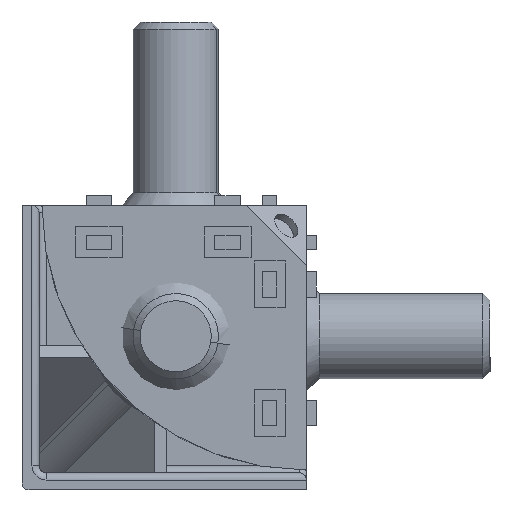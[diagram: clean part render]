
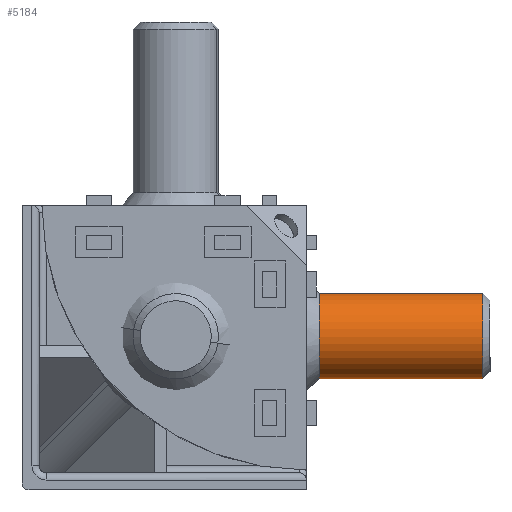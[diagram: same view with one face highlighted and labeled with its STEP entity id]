
A CAD part, left-side view. The second image highlights one B-rep face of the part: STEP entity #5184.
In plain terms, the highlighted cylindrical face has radius 3 mm (diameter 6 mm), a partial arc.
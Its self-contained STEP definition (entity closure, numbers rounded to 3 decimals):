
#226 = DIRECTION ( 'NONE',  ( -1., 0., 0. ) ) ;
#756 = CARTESIAN_POINT ( 'NONE',  ( 15.5, 0., 0. ) ) ;
#945 = EDGE_LOOP ( 'NONE', ( #3479, #1836, #5069, #5470 ) ) ;
#990 = CIRCLE ( 'NONE', #4622, 3. ) ;
#1241 = DIRECTION ( 'NONE',  ( 0., 0., 1. ) ) ;
#1360 = EDGE_CURVE ( 'NONE', #2606, #6195, #2672, .T. ) ;
#1394 = VERTEX_POINT ( 'NONE', #3067 ) ;
#1836 = ORIENTED_EDGE ( 'NONE', *, *, #2071, .T. ) ;
#1883 = FACE_OUTER_BOUND ( 'NONE', #945, .T. ) ;
#1953 = DIRECTION ( 'NONE',  ( 0., 0., 1. ) ) ;
#2010 = AXIS2_PLACEMENT_3D ( 'NONE', #4799, #5244, #2800 ) ;
#2071 = EDGE_CURVE ( 'NONE', #1394, #2606, #990, .T. ) ;
#2267 = CARTESIAN_POINT ( 'NONE',  ( -13.066, 0., -3. ) ) ;
#2354 = VECTOR ( 'NONE', #5962, 1000. ) ;
#2526 = CARTESIAN_POINT ( 'NONE',  ( -13.066, 0., 3. ) ) ;
#2606 = VERTEX_POINT ( 'NONE', #4340 ) ;
#2672 = LINE ( 'NONE', #2526, #2354 ) ;
#2726 = LINE ( 'NONE', #2267, #4828 ) ;
#2800 = DIRECTION ( 'NONE',  ( 0., 0., 1. ) ) ;
#2822 = CIRCLE ( 'NONE', #2010, 3. ) ;
#2978 = AXIS2_PLACEMENT_3D ( 'NONE', #6398, #4933, #1953 ) ;
#3067 = CARTESIAN_POINT ( 'NONE',  ( 15.5, 0., -3. ) ) ;
#3479 = ORIENTED_EDGE ( 'NONE', *, *, #5623, .F. ) ;
#3562 = CARTESIAN_POINT ( 'NONE',  ( 4., 0., 3. ) ) ;
#4340 = CARTESIAN_POINT ( 'NONE',  ( 15.5, 0., 3. ) ) ;
#4349 = EDGE_CURVE ( 'NONE', #5264, #6195, #2822, .T. ) ;
#4363 = DIRECTION ( 'NONE',  ( -1., 0., 0. ) ) ;
#4622 = AXIS2_PLACEMENT_3D ( 'NONE', #756, #226, #1241 ) ;
#4799 = CARTESIAN_POINT ( 'NONE',  ( 4., 0., 0. ) ) ;
#4828 = VECTOR ( 'NONE', #4363, 1000. ) ;
#4916 = CYLINDRICAL_SURFACE ( 'NONE', #2978, 3. ) ;
#4933 = DIRECTION ( 'NONE',  ( -1., 0., 0. ) ) ;
#4997 = CARTESIAN_POINT ( 'NONE',  ( 4., 0., -3. ) ) ;
#5069 = ORIENTED_EDGE ( 'NONE', *, *, #1360, .T. ) ;
#5184 = ADVANCED_FACE ( 'NONE', ( #1883 ), #4916, .T. ) ;
#5244 = DIRECTION ( 'NONE',  ( -1., 0., 0. ) ) ;
#5264 = VERTEX_POINT ( 'NONE', #4997 ) ;
#5470 = ORIENTED_EDGE ( 'NONE', *, *, #4349, .F. ) ;
#5623 = EDGE_CURVE ( 'NONE', #1394, #5264, #2726, .T. ) ;
#5962 = DIRECTION ( 'NONE',  ( -1., 0., 0. ) ) ;
#6195 = VERTEX_POINT ( 'NONE', #3562 ) ;
#6398 = CARTESIAN_POINT ( 'NONE',  ( -13.066, 0., 0. ) ) ;
